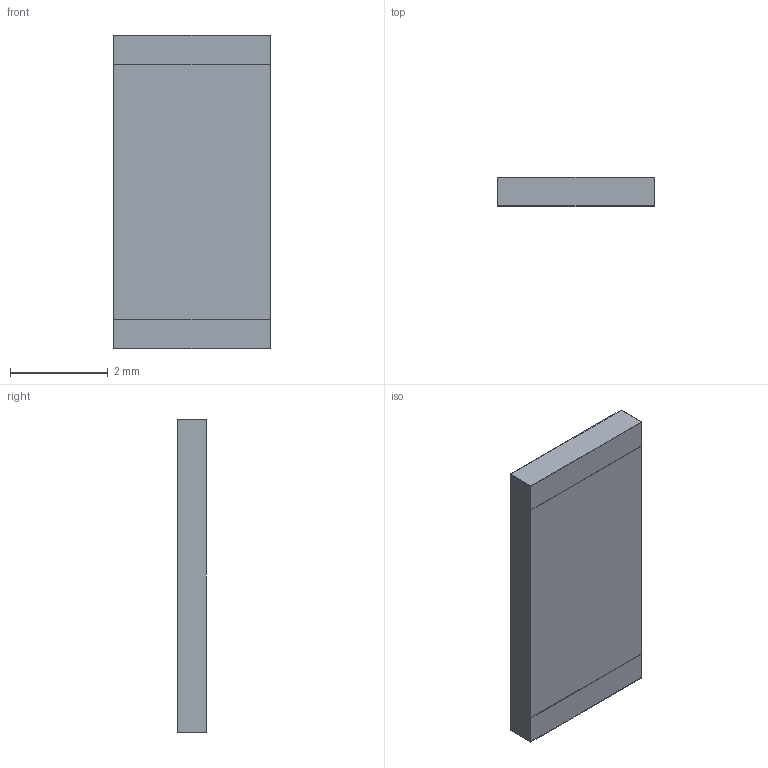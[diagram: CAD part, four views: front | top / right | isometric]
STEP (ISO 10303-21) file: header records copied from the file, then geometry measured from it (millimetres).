
FILE_DESCRIPTION (( 'STEP AP214' ), '1' );
FILE_NAME ('A142C9AF-664E-4E8F-89EF-C1BAFF9797B4.STEP', '2025-06-11T06:25:28', ( '' ), ( '' ), 'SwSTEP 2.0', 'SolidWorks 2022', '' );
FILE_SCHEMA (( 'AUTOMOTIVE_DESIGN' ));
Length unit declared in the file: millimetre
Products named in the file (1): A142C9AF-664E-4E8F-89EF-C1BAFF9797B4
Bounding box: 3.2 x 0.6 x 6.4 mm (x, y, z)
Volume: 12.1 mm3; surface area: 107.9 mm2
Topology: 4 solids, 4 shells, 93 faces, 243 edges, 162 vertices
Faces by surface type: plane 64, bspline 29
Entity records: 4844 total; most frequent: CARTESIAN_POINT 2248, ORIENTED_EDGE 486, DIRECTION 315, EDGE_CURVE 243, VECTOR 185, LINE 185, VERTEX_POINT 162, EDGE_LOOP 97
